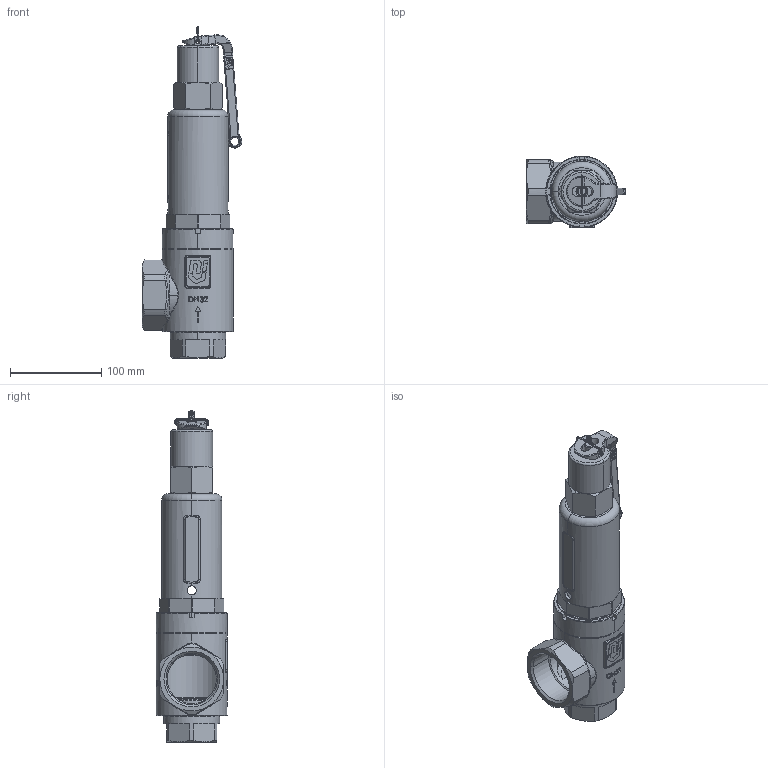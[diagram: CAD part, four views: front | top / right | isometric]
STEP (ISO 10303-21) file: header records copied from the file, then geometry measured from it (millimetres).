
FILE_DESCRIPTION(('HOOPS Exchange Step'),'2;1');
FILE_NAME('SV04-08-06-10-DN40-IG-Hebel.stp','2026-01-23T11:54:15+01:00',('nieru'),('Unknown organisation'),'HOOPS Exchange 2024.2','HOOPS Exchange','Unknown authorisation');
FILE_SCHEMA( ('AP203_CONFIGURATION_CONTROLLED_3D_DESIGN_OF_MECHANICAL_PARTS_AND_ASSEMBLIES_MIM_LF') );
Length unit declared in the file: millimetre
Products named in the file (2): 0; root
Assembly tree (1 placements, depth 2):
  root
    0
Bounding box: 109.01 x 78.5 x 364.11 mm (x, y, z)
Volume: 425211.7 mm3; surface area: 191142.3 mm2
Topology: 10 solids, 10 shells, 893 faces, 2246 edges, 1409 vertices
Faces by surface type: plane 350, cylinder 230, bspline 124, cone 92, torus 87, sphere 10
Entity records: 38478 total; most frequent: CARTESIAN_POINT 18349, ORIENTED_EDGE 4492, DIRECTION 3697, EDGE_CURVE 2246, VERTEX_POINT 1409, AXIS2_PLACEMENT_3D 1379, EDGE_LOOP 959, FACE_BOUND 959
